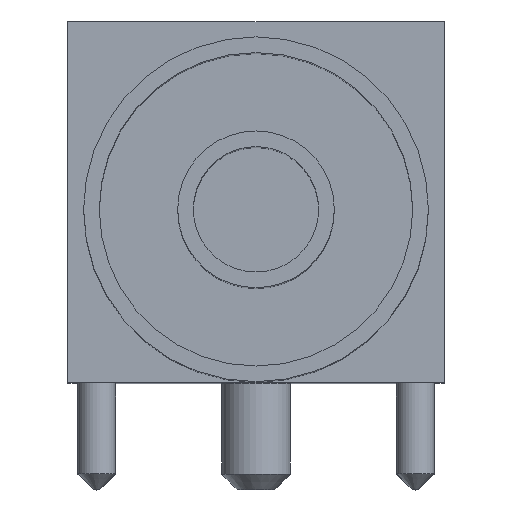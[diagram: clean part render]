
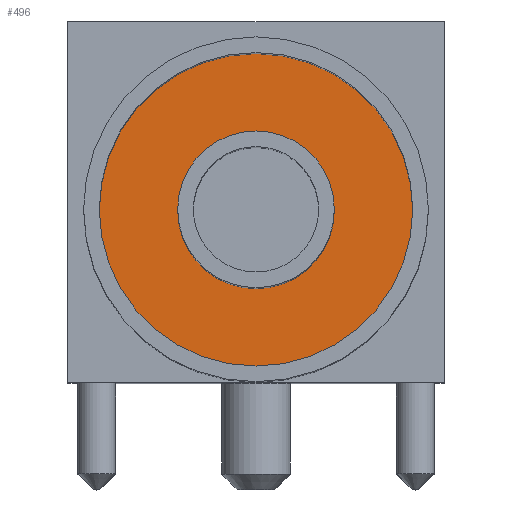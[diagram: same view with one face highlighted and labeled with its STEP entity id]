
A CAD part, top view. The second image highlights one B-rep face of the part: STEP entity #496.
In plain terms, the highlighted planar face has unit normal (0, 0, 1).
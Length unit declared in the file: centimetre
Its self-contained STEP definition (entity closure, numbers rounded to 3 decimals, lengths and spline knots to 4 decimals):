
#97=FACE_BOUND('',#158,.T.);
#114=FACE_OUTER_BOUND('',#157,.T.);
#157=EDGE_LOOP('',(#356));
#158=EDGE_LOOP('',(#357));
#217=CIRCLE('',#547,0.5);
#218=CIRCLE('',#548,0.25);
#252=VERTEX_POINT('',#802);
#253=VERTEX_POINT('',#804);
#297=EDGE_CURVE('',#252,#252,#217,.T.);
#298=EDGE_CURVE('',#253,#253,#218,.T.);
#356=ORIENTED_EDGE('',*,*,#297,.F.);
#357=ORIENTED_EDGE('',*,*,#298,.F.);
#474=PLANE('',#546);
#496=ADVANCED_FACE('',(#114,#97),#474,.T.);
#546=AXIS2_PLACEMENT_3D('',#801,#624,#625);
#547=AXIS2_PLACEMENT_3D('',#803,#626,#627);
#548=AXIS2_PLACEMENT_3D('',#805,#628,#629);
#624=DIRECTION('center_axis',(0.,0.,1.));
#625=DIRECTION('ref_axis',(1.,0.,0.));
#626=DIRECTION('center_axis',(0.,0.,-1.));
#627=DIRECTION('ref_axis',(1.,0.,0.));
#628=DIRECTION('center_axis',(0.,0.,1.));
#629=DIRECTION('ref_axis',(1.,0.,0.));
#801=CARTESIAN_POINT('Origin',(-0.6,0.,-0.5));
#802=CARTESIAN_POINT('',(-0.5,0.55,-0.5));
#803=CARTESIAN_POINT('Origin',(0.,0.55,-0.5));
#804=CARTESIAN_POINT('',(-0.25,0.55,-0.5));
#805=CARTESIAN_POINT('Origin',(0.,0.55,-0.5));
